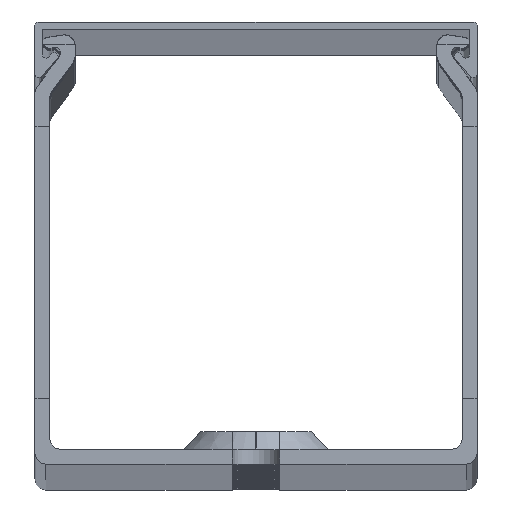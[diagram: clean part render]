
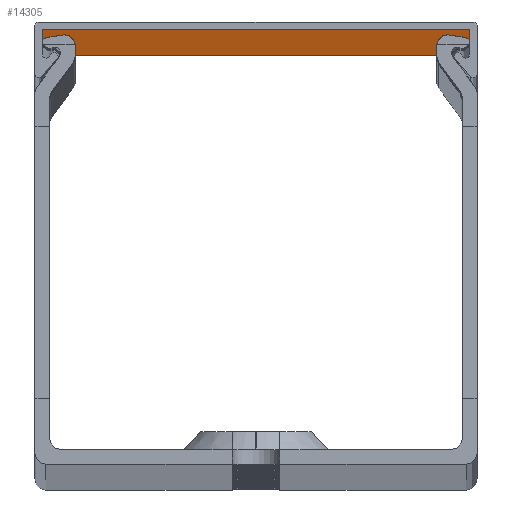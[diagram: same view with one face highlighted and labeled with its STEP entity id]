
A CAD part, top view. The second image highlights one B-rep face of the part: STEP entity #14305.
In plain terms, the highlighted planar face has unit normal (0, -1, 0).
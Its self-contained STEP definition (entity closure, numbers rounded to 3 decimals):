
#116 = PLANE ( 'NONE',  #13668 ) ;
#693 = EDGE_LOOP ( 'NONE', ( #27207, #29175, #3867, #23626 ) ) ;
#1229 = EDGE_CURVE ( 'NONE', #16385, #15722, #33517, .T. ) ;
#1663 = LINE ( 'NONE', #12157, #33950 ) ;
#1696 = DIRECTION ( 'NONE',  ( 0., 0., -1. ) ) ;
#3867 = ORIENTED_EDGE ( 'NONE', *, *, #17016, .T. ) ;
#4057 = EDGE_CURVE ( 'NONE', #16385, #17451, #1663, .T. ) ;
#9939 = DIRECTION ( 'NONE',  ( 0., 0., -1. ) ) ;
#10621 = DIRECTION ( 'NONE',  ( 0., 1., 0. ) ) ;
#11484 = CARTESIAN_POINT ( 'NONE',  ( -29., 59., 1000. ) ) ;
#12157 = CARTESIAN_POINT ( 'NONE',  ( -29., 59., 1000. ) ) ;
#13668 = AXIS2_PLACEMENT_3D ( 'NONE', #28176, #10621, #28336 ) ;
#14305 = ADVANCED_FACE ( 'NONE', ( #15588 ), #116, .F. ) ;
#15313 = VECTOR ( 'NONE', #30438, 1000. ) ;
#15588 = FACE_OUTER_BOUND ( 'NONE', #693, .T. ) ;
#15722 = VERTEX_POINT ( 'NONE', #26063 ) ;
#16385 = VERTEX_POINT ( 'NONE', #27383 ) ;
#17016 = EDGE_CURVE ( 'NONE', #17451, #25437, #17521, .T. ) ;
#17451 = VERTEX_POINT ( 'NONE', #11484 ) ;
#17479 = DIRECTION ( 'NONE',  ( -1., 0., 0. ) ) ;
#17521 = LINE ( 'NONE', #18026, #27289 ) ;
#18026 = CARTESIAN_POINT ( 'NONE',  ( -29., 59., 1060.585 ) ) ;
#20421 = CARTESIAN_POINT ( 'NONE',  ( 29., 59., 1060.585 ) ) ;
#23062 = CARTESIAN_POINT ( 'NONE',  ( -29., 59., -1000. ) ) ;
#23626 = ORIENTED_EDGE ( 'NONE', *, *, #26989, .T. ) ;
#24058 = CARTESIAN_POINT ( 'NONE',  ( -29., 59., -1000. ) ) ;
#25122 = LINE ( 'NONE', #23062, #15313 ) ;
#25437 = VERTEX_POINT ( 'NONE', #24058 ) ;
#26063 = CARTESIAN_POINT ( 'NONE',  ( 29., 59., -1000. ) ) ;
#26692 = VECTOR ( 'NONE', #9939, 1000. ) ;
#26989 = EDGE_CURVE ( 'NONE', #25437, #15722, #25122, .T. ) ;
#27207 = ORIENTED_EDGE ( 'NONE', *, *, #1229, .F. ) ;
#27289 = VECTOR ( 'NONE', #1696, 1000. ) ;
#27383 = CARTESIAN_POINT ( 'NONE',  ( 29., 59., 1000. ) ) ;
#28176 = CARTESIAN_POINT ( 'NONE',  ( -29., 59., 1060.585 ) ) ;
#28336 = DIRECTION ( 'NONE',  ( -1., 0., 0. ) ) ;
#29175 = ORIENTED_EDGE ( 'NONE', *, *, #4057, .T. ) ;
#30438 = DIRECTION ( 'NONE',  ( 1., 0., 0. ) ) ;
#33517 = LINE ( 'NONE', #20421, #26692 ) ;
#33950 = VECTOR ( 'NONE', #17479, 1000. ) ;
